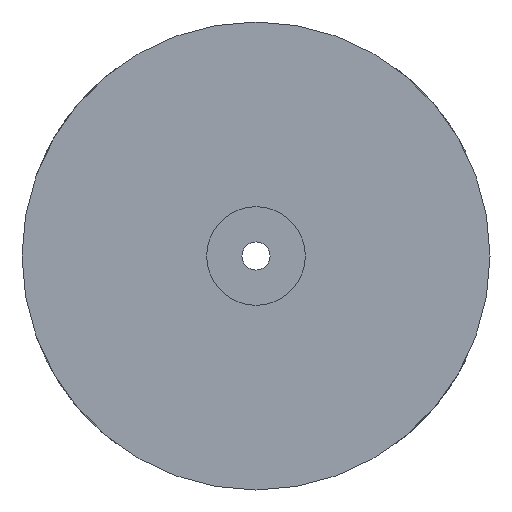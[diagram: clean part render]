
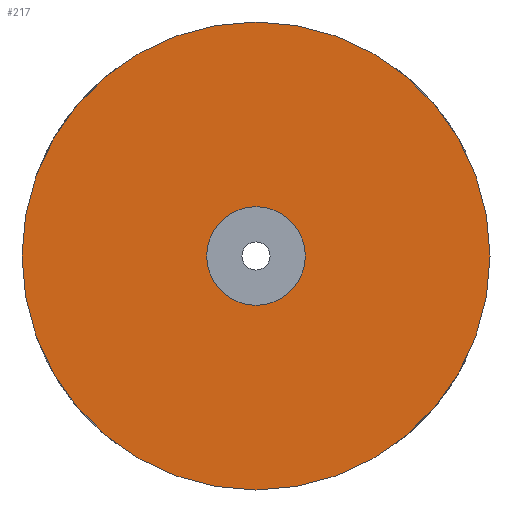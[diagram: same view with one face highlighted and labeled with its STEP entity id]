
A CAD part, front view. The second image highlights one B-rep face of the part: STEP entity #217.
In plain terms, the highlighted planar face has unit normal (0, -1, 0).
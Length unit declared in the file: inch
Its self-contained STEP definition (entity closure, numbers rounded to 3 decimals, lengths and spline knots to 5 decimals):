
#22=FACE_BOUND('',#61,.T.);
#24=PLANE('',#256);
#25=CIRCLE('',#245,0.1055);
#26=CIRCLE('',#246,0.1055);
#30=CIRCLE('',#252,0.5);
#31=CIRCLE('',#253,0.5);
#45=FACE_OUTER_BOUND('',#60,.T.);
#60=EDGE_LOOP('',(#179,#180));
#61=EDGE_LOOP('',(#181,#182));
#98=VERTEX_POINT('',#505);
#99=VERTEX_POINT('',#506);
#103=VERTEX_POINT('',#518);
#104=VERTEX_POINT('',#519);
#123=EDGE_CURVE('',#98,#99,#25,.T.);
#124=EDGE_CURVE('',#99,#98,#26,.T.);
#129=EDGE_CURVE('',#103,#104,#30,.T.);
#130=EDGE_CURVE('',#104,#103,#31,.T.);
#179=ORIENTED_EDGE('',*,*,#129,.T.);
#180=ORIENTED_EDGE('',*,*,#130,.T.);
#181=ORIENTED_EDGE('',*,*,#123,.T.);
#182=ORIENTED_EDGE('',*,*,#124,.T.);
#217=ADVANCED_FACE('',(#45,#22),#24,.T.);
#245=AXIS2_PLACEMENT_3D('',#507,#277,#278);
#246=AXIS2_PLACEMENT_3D('',#508,#279,#280);
#252=AXIS2_PLACEMENT_3D('',#520,#292,#293);
#253=AXIS2_PLACEMENT_3D('',#521,#294,#295);
#256=AXIS2_PLACEMENT_3D('',#527,#301,#302);
#277=DIRECTION('center_axis',(0.,1.,0.));
#278=DIRECTION('ref_axis',(1.,0.,0.));
#279=DIRECTION('center_axis',(0.,1.,0.));
#280=DIRECTION('ref_axis',(1.,0.,0.));
#292=DIRECTION('center_axis',(0.,-1.,0.));
#293=DIRECTION('ref_axis',(1.,0.,0.));
#294=DIRECTION('center_axis',(0.,-1.,0.));
#295=DIRECTION('ref_axis',(1.,0.,0.));
#301=DIRECTION('center_axis',(0.,-1.,0.));
#302=DIRECTION('ref_axis',(0.,0.,-1.));
#505=CARTESIAN_POINT('',(0.1055,0.,0.));
#506=CARTESIAN_POINT('',(-0.1055,0.,0.));
#507=CARTESIAN_POINT('Origin',(0.,0.,0.));
#508=CARTESIAN_POINT('Origin',(0.,0.,0.));
#518=CARTESIAN_POINT('',(0.5,0.,0.));
#519=CARTESIAN_POINT('',(-0.5,0.,0.));
#520=CARTESIAN_POINT('Origin',(0.,0.,0.));
#521=CARTESIAN_POINT('Origin',(0.,0.,0.));
#527=CARTESIAN_POINT('Origin',(0.03,0.,0.));
